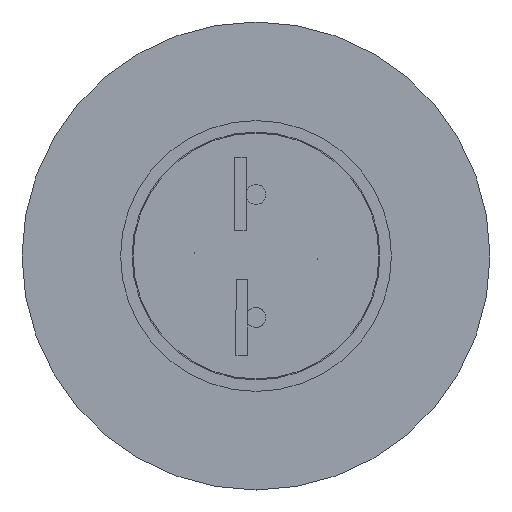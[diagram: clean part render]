
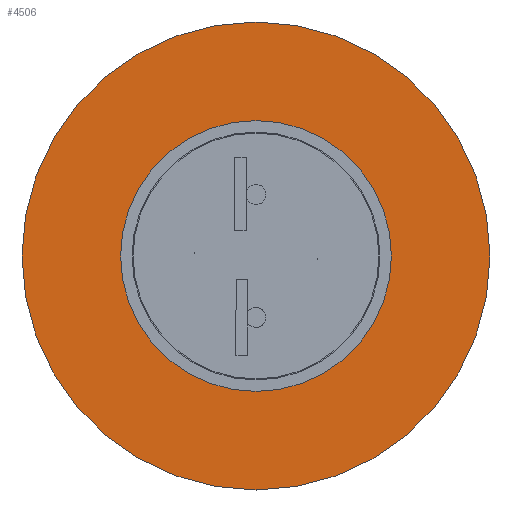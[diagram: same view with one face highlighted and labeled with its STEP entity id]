
A CAD part, front view. The second image highlights one B-rep face of the part: STEP entity #4506.
In plain terms, the highlighted planar face has unit normal (0, -1, 0).
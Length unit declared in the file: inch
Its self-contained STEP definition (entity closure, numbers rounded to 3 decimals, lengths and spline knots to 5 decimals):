
#35 = EDGE_CURVE ( 'NONE', #3321, #1366, #318, .T. ) ;
#42 = EDGE_CURVE ( 'NONE', #3324, #3328, #300, .T. ) ;
#296 = AXIS2_PLACEMENT_3D ( 'NONE', #3166, #3165, #3164 ) ;
#300 = CIRCLE ( 'NONE', #296, 0.3415 ) ;
#312 = AXIS2_PLACEMENT_3D ( 'NONE', #3187, #3186, #3185 ) ;
#318 = CIRCLE ( 'NONE', #312, 0.59 ) ;
#415 = CARTESIAN_POINT ( 'NONE',  ( 0., -0.9, -0.59 ) ) ;
#1366 = VERTEX_POINT ( 'NONE', #415 ) ;
#1493 = ORIENTED_EDGE ( 'NONE', *, *, #4357, .F. ) ;
#1494 = ORIENTED_EDGE ( 'NONE', *, *, #35, .F. ) ;
#1495 = ORIENTED_EDGE ( 'NONE', *, *, #4356, .F. ) ;
#1496 = ORIENTED_EDGE ( 'NONE', *, *, #42, .F. ) ;
#2119 = EDGE_LOOP ( 'NONE', ( #1495, #1496 ) ) ;
#2122 = EDGE_LOOP ( 'NONE', ( #1493, #1494 ) ) ;
#2633 = CIRCLE ( 'NONE', #2636, 0.3415 ) ;
#2635 = CIRCLE ( 'NONE', #2638, 0.59 ) ;
#2636 = AXIS2_PLACEMENT_3D ( 'NONE', #3643, #3644, #3645 ) ;
#2638 = AXIS2_PLACEMENT_3D ( 'NONE', #3647, #3648, #3649 ) ;
#2808 = AXIS2_PLACEMENT_3D ( 'NONE', #4831, #4839, #4840 ) ;
#3164 = DIRECTION ( 'NONE',  ( 0., 0., -1. ) ) ;
#3165 = DIRECTION ( 'NONE',  ( 0., -1., 0. ) ) ;
#3166 = CARTESIAN_POINT ( 'NONE',  ( 0., -0.9, 0. ) ) ;
#3185 = DIRECTION ( 'NONE',  ( 0., 0., -1. ) ) ;
#3186 = DIRECTION ( 'NONE',  ( 0., 1., 0. ) ) ;
#3187 = CARTESIAN_POINT ( 'NONE',  ( 0., -0.9, 0. ) ) ;
#3321 = VERTEX_POINT ( 'NONE', #4552 ) ;
#3324 = VERTEX_POINT ( 'NONE', #4543 ) ;
#3328 = VERTEX_POINT ( 'NONE', #4546 ) ;
#3643 = CARTESIAN_POINT ( 'NONE',  ( 0., -0.9, 0. ) ) ;
#3644 = DIRECTION ( 'NONE',  ( 0., -1., 0. ) ) ;
#3645 = DIRECTION ( 'NONE',  ( 0., 0., -1. ) ) ;
#3647 = CARTESIAN_POINT ( 'NONE',  ( 0., -0.9, 0. ) ) ;
#3648 = DIRECTION ( 'NONE',  ( 0., 1., 0. ) ) ;
#3649 = DIRECTION ( 'NONE',  ( 0., 0., -1. ) ) ;
#4356 = EDGE_CURVE ( 'NONE', #3328, #3324, #2633, .T. ) ;
#4357 = EDGE_CURVE ( 'NONE', #1366, #3321, #2635, .T. ) ;
#4506 = ADVANCED_FACE ( 'NONE', ( #4835, #4836 ), #4837, .F. ) ;
#4543 = CARTESIAN_POINT ( 'NONE',  ( 0., -0.9, 0.3415 ) ) ;
#4546 = CARTESIAN_POINT ( 'NONE',  ( 0., -0.9, -0.3415 ) ) ;
#4552 = CARTESIAN_POINT ( 'NONE',  ( 0., -0.9, 0.59 ) ) ;
#4831 = CARTESIAN_POINT ( 'NONE',  ( -0.59, -0.9, 0. ) ) ;
#4835 = FACE_OUTER_BOUND ( 'NONE', #2122, .T. ) ;
#4836 = FACE_BOUND ( 'NONE', #2119, .T. ) ;
#4837 = PLANE ( 'NONE',  #2808 ) ;
#4839 = DIRECTION ( 'NONE',  ( 0., 1., 0. ) ) ;
#4840 = DIRECTION ( 'NONE',  ( 0., 0., 1. ) ) ;
